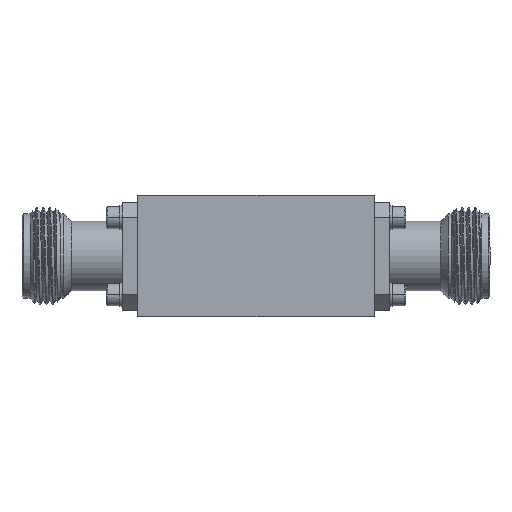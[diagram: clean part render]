
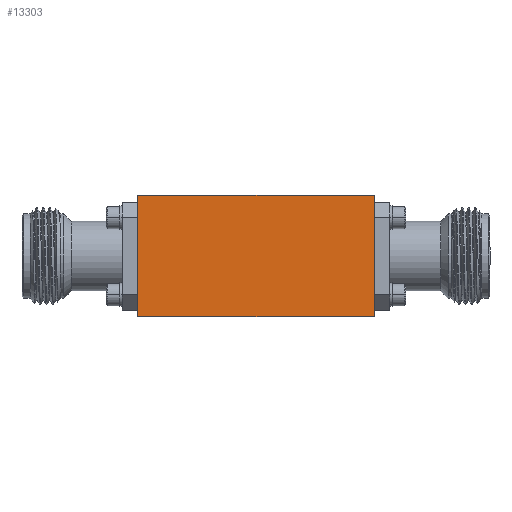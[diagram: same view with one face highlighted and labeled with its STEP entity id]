
A CAD part, front view. The second image highlights one B-rep face of the part: STEP entity #13303.
In plain terms, the highlighted planar face has unit normal (0, -1, 0).
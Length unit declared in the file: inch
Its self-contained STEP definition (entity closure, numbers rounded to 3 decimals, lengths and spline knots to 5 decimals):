
#245 = VECTOR ( 'NONE', #3785, 39.37008 ) ;
#432 = CARTESIAN_POINT ( 'NONE',  ( 0.76772, -0.3937, -0.3937 ) ) ;
#467 = CARTESIAN_POINT ( 'NONE',  ( -0.76772, -0.3937, -0.3937 ) ) ;
#539 = ORIENTED_EDGE ( 'NONE', *, *, #21546, .F. ) ;
#889 = CARTESIAN_POINT ( 'NONE',  ( -0.76772, -0.3937, 0.3937 ) ) ;
#1879 = EDGE_CURVE ( 'NONE', #27147, #10187, #3294, .T. ) ;
#3142 = EDGE_CURVE ( 'NONE', #19496, #27147, #17626, .T. ) ;
#3294 = LINE ( 'NONE', #467, #9591 ) ;
#3351 = DIRECTION ( 'NONE',  ( 1., 0., 0. ) ) ;
#3785 = DIRECTION ( 'NONE',  ( 1., 0., 0. ) ) ;
#4938 = DIRECTION ( 'NONE',  ( 0., 1., 0. ) ) ;
#5060 = DIRECTION ( 'NONE',  ( 0., 0., 1. ) ) ;
#5270 = DIRECTION ( 'NONE',  ( 0., 0., -1. ) ) ;
#7444 = ORIENTED_EDGE ( 'NONE', *, *, #27441, .F. ) ;
#7767 = FACE_OUTER_BOUND ( 'NONE', #34552, .T. ) ;
#9321 = CARTESIAN_POINT ( 'NONE',  ( -0.76772, -0.3937, 0.3937 ) ) ;
#9591 = VECTOR ( 'NONE', #3351, 39.37008 ) ;
#9680 = CARTESIAN_POINT ( 'NONE',  ( 0.76772, -0.3937, 0.3937 ) ) ;
#10187 = VERTEX_POINT ( 'NONE', #432 ) ;
#12326 = ORIENTED_EDGE ( 'NONE', *, *, #3142, .T. ) ;
#13303 = ADVANCED_FACE ( 'NONE', ( #7767 ), #31261, .F. ) ;
#13670 = VERTEX_POINT ( 'NONE', #9680 ) ;
#16017 = AXIS2_PLACEMENT_3D ( 'NONE', #22105, #4938, #5060 ) ;
#16225 = DIRECTION ( 'NONE',  ( 0., 0., -1. ) ) ;
#17626 = LINE ( 'NONE', #22438, #24852 ) ;
#17857 = CARTESIAN_POINT ( 'NONE',  ( -0.76772, -0.3937, -0.3937 ) ) ;
#19206 = CARTESIAN_POINT ( 'NONE',  ( 0.76772, -0.3937, 0.3937 ) ) ;
#19453 = LINE ( 'NONE', #889, #245 ) ;
#19496 = VERTEX_POINT ( 'NONE', #9321 ) ;
#20873 = ORIENTED_EDGE ( 'NONE', *, *, #1879, .T. ) ;
#21546 = EDGE_CURVE ( 'NONE', #19496, #13670, #19453, .T. ) ;
#22105 = CARTESIAN_POINT ( 'NONE',  ( -0.76772, -0.3937, 0.3937 ) ) ;
#22438 = CARTESIAN_POINT ( 'NONE',  ( -0.76772, -0.3937, 0.3937 ) ) ;
#23857 = VECTOR ( 'NONE', #16225, 39.37008 ) ;
#24852 = VECTOR ( 'NONE', #5270, 39.37008 ) ;
#27147 = VERTEX_POINT ( 'NONE', #17857 ) ;
#27441 = EDGE_CURVE ( 'NONE', #13670, #10187, #30155, .T. ) ;
#30155 = LINE ( 'NONE', #19206, #23857 ) ;
#31261 = PLANE ( 'NONE',  #16017 ) ;
#34552 = EDGE_LOOP ( 'NONE', ( #20873, #7444, #539, #12326 ) ) ;
